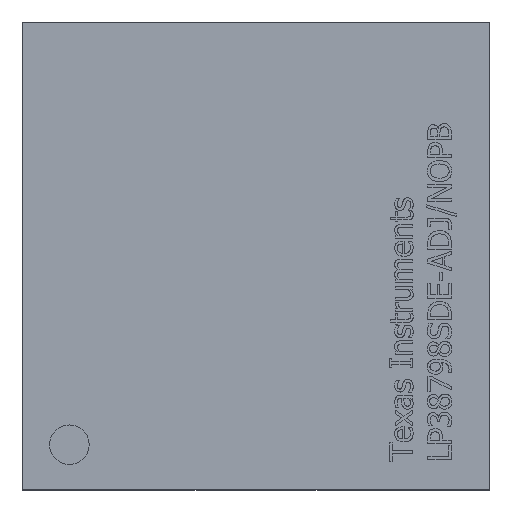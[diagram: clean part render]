
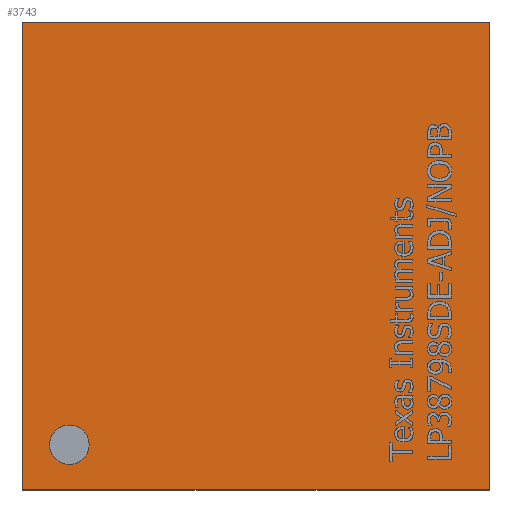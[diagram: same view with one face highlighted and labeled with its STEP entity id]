
A CAD part, top view. The second image highlights one B-rep face of the part: STEP entity #3743.
In plain terms, the highlighted planar face has unit normal (0, 0, 1).
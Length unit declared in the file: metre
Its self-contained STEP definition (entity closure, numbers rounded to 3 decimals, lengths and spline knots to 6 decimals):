
#3743 = ADVANCED_FACE( '', ( #10378 ), #10379, .T. );
#4345 = EDGE_CURVE( '', #11415, #11416, #11417, .T. );
#5267 = EDGE_CURVE( '', #12836, #11415, #12837, .T. );
#7761 = EDGE_CURVE( '', #11416, #16132, #16133, .T. );
#9177 = EDGE_CURVE( '', #16132, #12836, #17792, .T. );
#10378 = FACE_OUTER_BOUND( '', #19437, .T. );
#10379 = PLANE( '', #19438 );
#11415 = VERTEX_POINT( '', #21005 );
#11416 = VERTEX_POINT( '', #21006 );
#11417 = LINE( '', #21007, #21008 );
#12836 = VERTEX_POINT( '', #23204 );
#12837 = LINE( '', #23205, #23206 );
#16132 = VERTEX_POINT( '', #28658 );
#16133 = LINE( '', #28659, #28660 );
#17792 = LINE( '', #31513, #31514 );
#19437 = EDGE_LOOP( '', ( #32657, #32658, #32659, #32660 ) );
#19438 = AXIS2_PLACEMENT_3D( '', #32661, #32662, #32663 );
#21005 = CARTESIAN_POINT( '', ( 0.002, 0.002, 0.0008 ) );
#21006 = CARTESIAN_POINT( '', ( -0.002, 0.002, 0.0008 ) );
#21007 = CARTESIAN_POINT( '', ( 0.002, 0.002, 0.0008 ) );
#21008 = VECTOR( '', #33812, 1. );
#23204 = CARTESIAN_POINT( '', ( 0.002, -0.002, 0.0008 ) );
#23205 = CARTESIAN_POINT( '', ( 0.002, -0.002, 0.0008 ) );
#23206 = VECTOR( '', #35502, 1. );
#28658 = CARTESIAN_POINT( '', ( -0.002, -0.002, 0.0008 ) );
#28659 = CARTESIAN_POINT( '', ( -0.002, 0.002, 0.0008 ) );
#28660 = VECTOR( '', #39903, 1. );
#31513 = CARTESIAN_POINT( '', ( -0.002, -0.002, 0.0008 ) );
#31514 = VECTOR( '', #42556, 1. );
#32657 = ORIENTED_EDGE( '', *, *, #5267, .T. );
#32658 = ORIENTED_EDGE( '', *, *, #4345, .T. );
#32659 = ORIENTED_EDGE( '', *, *, #7761, .T. );
#32660 = ORIENTED_EDGE( '', *, *, #9177, .T. );
#32661 = CARTESIAN_POINT( '', ( 0., 0., 0.0008 ) );
#32662 = DIRECTION( '', ( 0., 0., 1. ) );
#32663 = DIRECTION( '', ( 1., 0., 0. ) );
#33812 = DIRECTION( '', ( -1., 0., 0. ) );
#35502 = DIRECTION( '', ( 0., 1., 0. ) );
#39903 = DIRECTION( '', ( 0., -1., 0. ) );
#42556 = DIRECTION( '', ( 1., 0., 0. ) );
